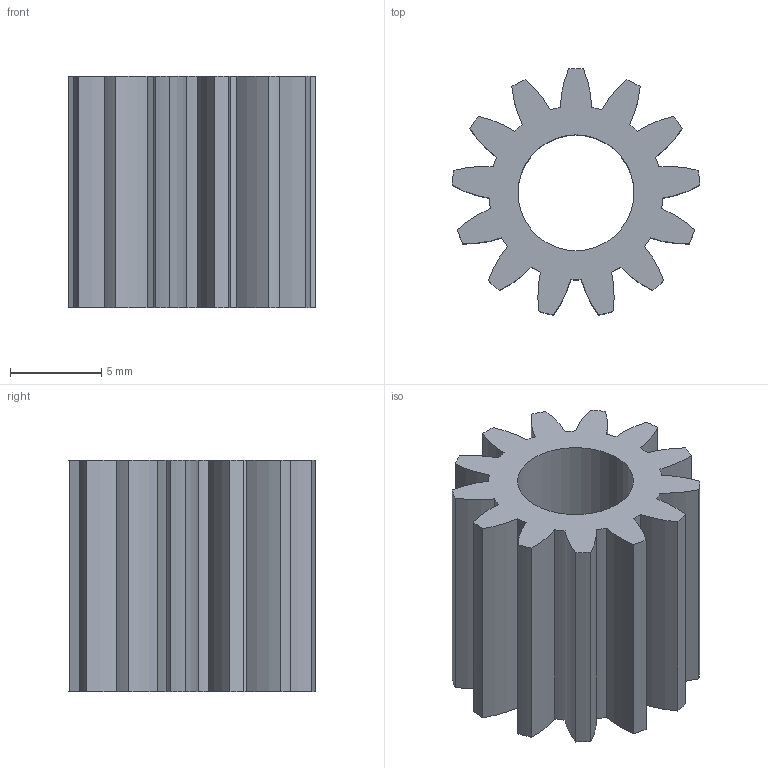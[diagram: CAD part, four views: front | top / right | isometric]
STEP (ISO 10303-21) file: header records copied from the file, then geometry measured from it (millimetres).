
FILE_DESCRIPTION(/* description */ (''),/* implementation_level */ '2;1');
FILE_NAME(/* name */ 'drivenGear.stp',/* time_stamp */ '2025-05-03T12:39:07-04:00',/* author */ ('Designer'),/* organization */ (''),/* preprocessor_version */ 'ST-DEVELOPER v20',/* originating_system */ 'Autodesk Inventor 2024',/* authorisation */ '');
FILE_SCHEMA (('AUTOMOTIVE_DESIGN { 1 0 10303 214 3 1 1 }'));
Length unit declared in the file: inch
Products named in the file (1): Spur Gear2
Bounding box: 13.58 x 13.49 x 12.7 mm (x, y, z)
Volume: 977.7 mm3; surface area: 1353.2 mm2
Topology: 1 solids, 1 shells, 55 faces, 159 edges, 106 vertices
Faces by surface type: cylinder 53, plane 2
Full cylindrical faces by diameter (mm): 6.35 x1
Entity records: 1928 total; most frequent: DIRECTION 377, CARTESIAN_POINT 321, ORIENTED_EDGE 318, AXIS2_PLACEMENT_3D 162, EDGE_CURVE 159, CIRCLE 106, VERTEX_POINT 106, EDGE_LOOP 57
